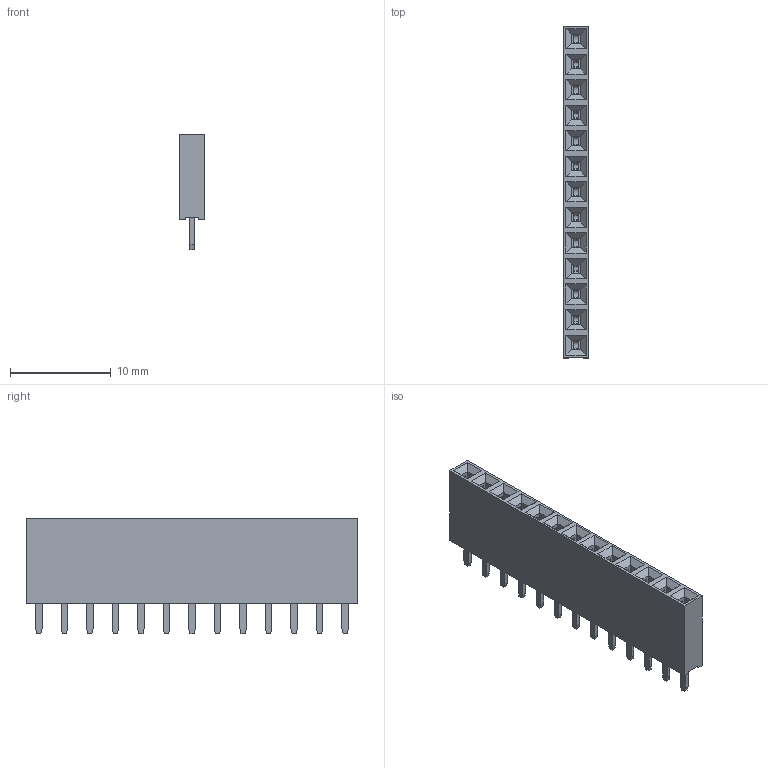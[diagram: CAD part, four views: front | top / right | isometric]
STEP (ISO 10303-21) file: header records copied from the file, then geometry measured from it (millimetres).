
FILE_DESCRIPTION(('FreeCAD Model'),'2;1');
FILE_NAME('Open CASCADE Shape Model','2023-05-12T03:16:39',( 'kicad StepUp'),('ksu MCAD'),'Open CASCADE STEP processor 7.6', 'FreeCAD','Unknown');
FILE_SCHEMA(('AUTOMOTIVE_DESIGN { 1 0 10303 214 1 1 1 1 }'));
Length unit declared in the file: millimetre
Products named in the file (15): Female_Header_1x13_P2.54_H8.5_straight; Pin_One012; Epoxy_Body012; Body103; Body104; Body105; Body106; Body107; Body108; Body109; Body110; Body111; Body100; Body112; Body113
Assembly tree (14 placements, depth 2):
  Female_Header_1x13_P2.54_H8.5_straight
    Pin_One012
    Epoxy_Body012
    Body103
    Body104
    Body105
    Body106
    Body107
    Body108
    Body109
    Body110
    Body111
    Body100
    Body112
    Body113
Bounding box: 2.5 x 33.02 x 11.5 mm (x, y, z)
Volume: 607.2 mm3; surface area: 1784 mm2
Topology: 14 solids, 14 shells, 532 faces, 1486 edges, 982 vertices
Faces by surface type: plane 387, cylinder 93, bspline 52
Entity records: 17273 total; most frequent: CARTESIAN_POINT 3223, ORIENTED_EDGE 2972, DIRECTION 2636, EDGE_CURVE 1486, LINE 1222, VECTOR 1222, VERTEX_POINT 982, AXIS2_PLACEMENT_3D 707
